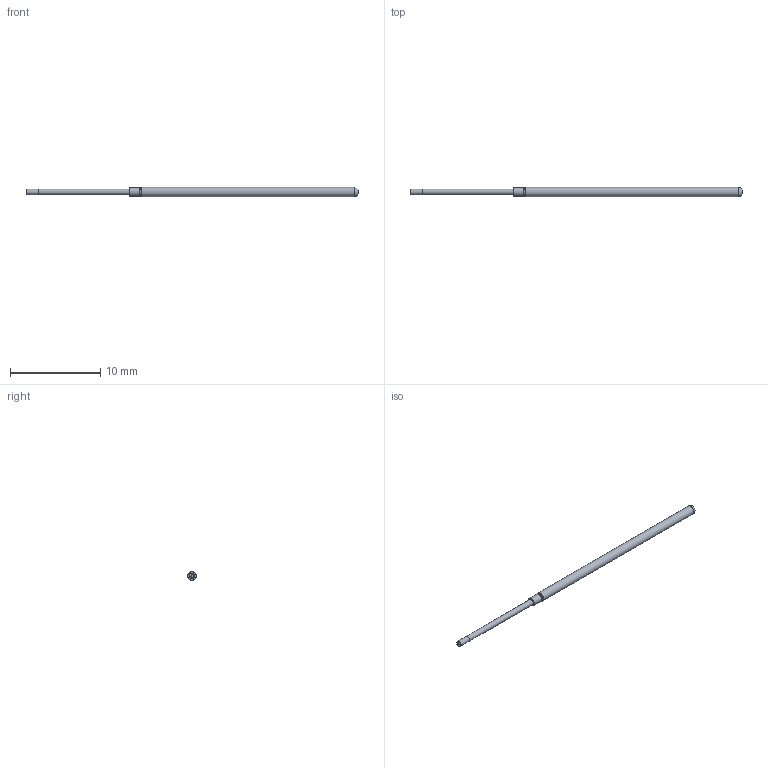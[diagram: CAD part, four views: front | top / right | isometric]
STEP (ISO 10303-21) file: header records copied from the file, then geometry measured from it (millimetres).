
FILE_DESCRIPTION (( 'STEP AP214' ), '1' );
FILE_NAME ('075-PR_4079_.STEP', '2017-10-11T18:37:47', ( '' ), ( '' ), 'SwSTEP 2.0', 'SolidWorks 2017', '' );
FILE_SCHEMA (( 'AUTOMOTIVE_DESIGN' ));
Length unit declared in the file: inch
Products named in the file (1): 075-PR_4079_
Bounding box: 36.83 x 1.02 x 1.02 mm (x, y, z)
Volume: 24.2 mm3; surface area: 105 mm2
Topology: 1 solids, 1 shells, 73 faces, 191 edges, 125 vertices
Faces by surface type: plane 64, cylinder 4, torus 3, cone 2
Full cylindrical faces by diameter (mm): 0.635 x1, 0.643 x1, 0.914 x1, 1.021 x1
Entity records: 3152 total; most frequent: CARTESIAN_POINT 469, ORIENTED_EDGE 362, DIRECTION 327, EDGE_CURVE 181, VERTEX_POINT 124, VECTOR 123, LINE 123, AXIS2_PLACEMENT_3D 102
